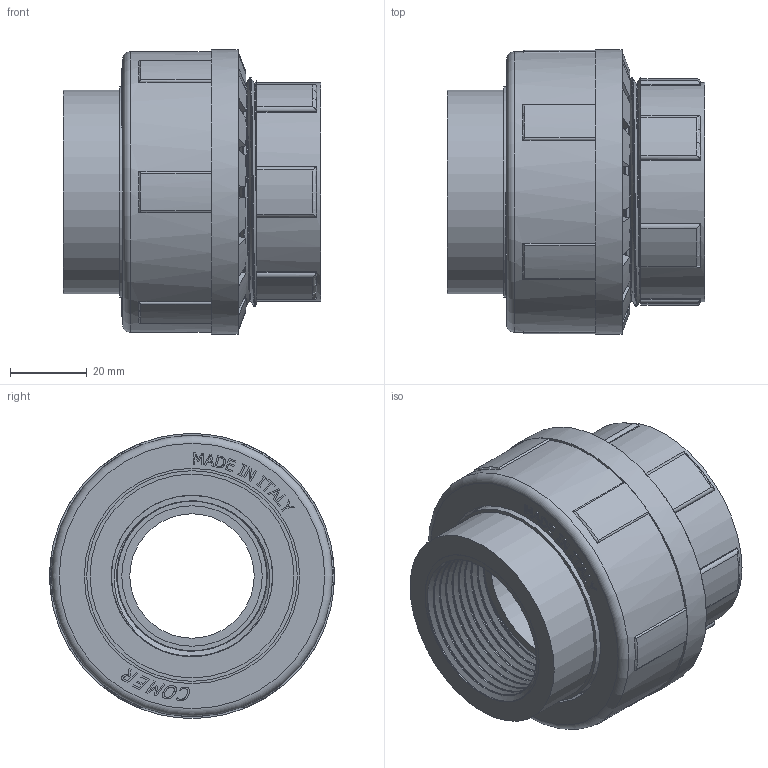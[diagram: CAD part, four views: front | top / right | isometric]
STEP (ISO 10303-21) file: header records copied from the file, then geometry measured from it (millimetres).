
FILE_DESCRIPTION(/* description */ (''),/* implementation_level */ '2;1');
FILE_NAME(/* name */ 'UN810400.iam.stp',/* time_stamp */ '2017-01-25T10:46:13+01:00',/* author */ ('Eugenio'),/* organization */ (''),/* preprocessor_version */ 'ST-DEVELOPER v16.5',/* originating_system */ 'Autodesk Inventor 2017',/* authorisation */ '');
FILE_SCHEMA (('AUTOMOTIVE_DESIGN { 1 0 10303 214 3 1 1 }'));
Length unit declared in the file: millimetre
Products named in the file (5): UN810400; NU830400; UE810400; UB810400; LAV6162E
Assembly tree (4 placements, depth 2):
  UN810400
    NU830400
    UE810400
    UB810400
    LAV6162E
Bounding box: 67.06 x 74 x 74 mm (x, y, z)
Volume: 138132.2 mm3; surface area: 85837.5 mm2
Topology: 8 solids, 8 shells, 422 faces, 1075 edges, 716 vertices
Faces by surface type: plane 243, bspline 69, cylinder 60, cone 36, torus 14
Full cylindrical faces by diameter (mm): 32.33 x1, 36.5 x1, 37.91 x1, 40.64 x1, 41.91 x4, 51.3 x1, 53 x1, 54.75 x1, 56 x1, 56.5 x1, 56.596 x2, 56.966 x1, 59.61 x2, 73 x1, 74 x1
Entity records: 31101 total; most frequent: CARTESIAN_POINT 21209, ORIENTED_EDGE 2104, DIRECTION 1773, EDGE_CURVE 1052, VERTEX_POINT 714, LINE 675, VECTOR 675, AXIS2_PLACEMENT_3D 549
